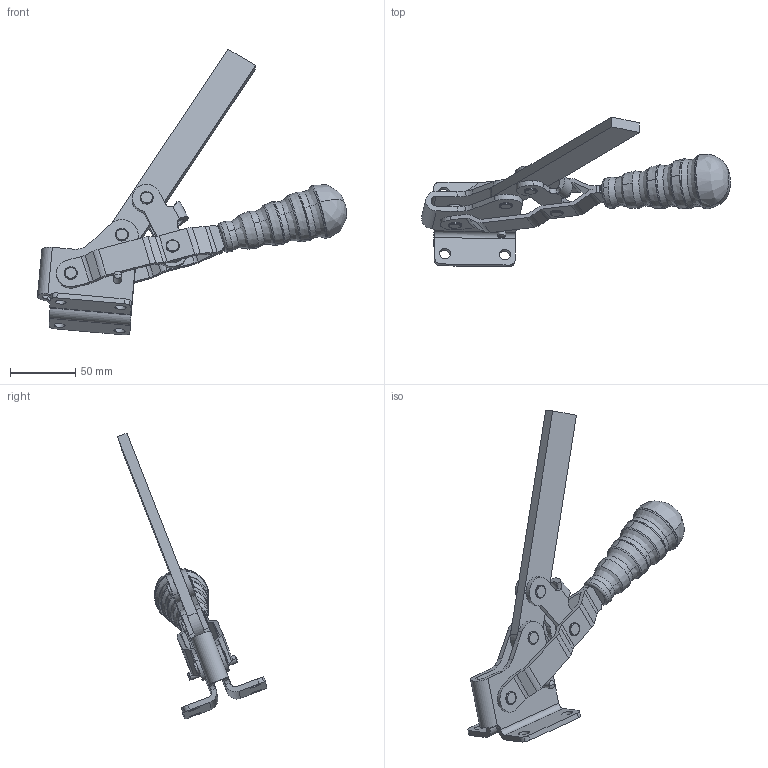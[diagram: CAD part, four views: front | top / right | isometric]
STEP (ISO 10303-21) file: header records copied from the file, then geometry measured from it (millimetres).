
FILE_DESCRIPTION((''),'2;1');
FILE_NAME('215F.0-opened.stp','2005-09-27T20:56:50',('Kysilko'),(''),'Autodesk Inventor 8','Autodesk Inventor 8','');
FILE_SCHEMA(('AUTOMOTIVE_DESIGN { 1 0 10303 214 1 1 1 1 }'));
Length unit declared in the file: millimetre
Products named in the file (1): Part17
Bounding box: 236.23 x 114.16 x 218.43 mm (x, y, z)
Volume: 191457.7 mm3; surface area: 69276.4 mm2
Topology: 1 solids, 6 shells, 1172 faces, 3515 edges, 2146 vertices
Faces by surface type: plane 659, cone 308, cylinder 131, bspline 48, torus 24, sphere 2
Entity records: 41186 total; most frequent: CARTESIAN_POINT 10088, ORIENTED_EDGE 7010, DIRECTION 6522, EDGE_CURVE 3505, AXIS2_PLACEMENT_3D 2467, VERTEX_POINT 2146, VECTOR 1588, LINE 1588
